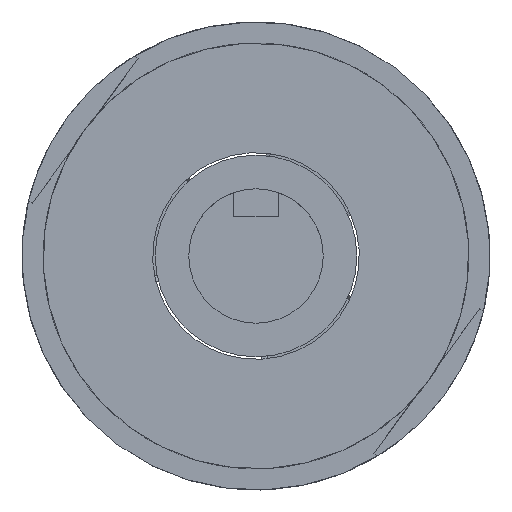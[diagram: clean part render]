
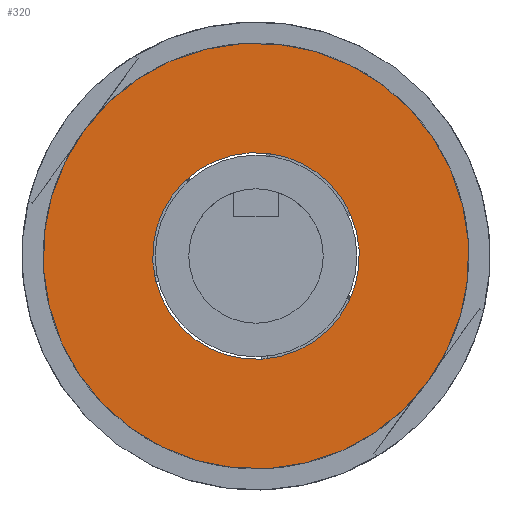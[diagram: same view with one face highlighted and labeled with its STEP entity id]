
A CAD part, front view. The second image highlights one B-rep face of the part: STEP entity #320.
In plain terms, the highlighted planar face has unit normal (0, -1, 0).
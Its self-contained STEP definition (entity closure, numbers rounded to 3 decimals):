
#6 = CIRCLE ( 'NONE', #2370, 19. ) ;
#147 = CARTESIAN_POINT ( 'NONE',  ( -91.155, -4.996, -35.547 ) ) ;
#179 = DIRECTION ( 'NONE',  ( 0.807, 0., -0.59 ) ) ;
#182 = CIRCLE ( 'NONE', #2795, 9.225 ) ;
#262 = CARTESIAN_POINT ( 'NONE',  ( -83.708, -4.996, -40.992 ) ) ;
#268 = AXIS2_PLACEMENT_3D ( 'NONE', #776, #361, #2526 ) ;
#320 = ADVANCED_FACE ( 'NONE', ( #2842, #2619 ), #1290, .F. ) ;
#325 = VERTEX_POINT ( 'NONE', #1329 ) ;
#361 = DIRECTION ( 'NONE',  ( 0., -1., 0. ) ) ;
#413 = CARTESIAN_POINT ( 'NONE',  ( -68.371, -4.996, -52.206 ) ) ;
#600 = EDGE_CURVE ( 'NONE', #2398, #2284, #182, .T. ) ;
#630 = AXIS2_PLACEMENT_3D ( 'NONE', #714, #2462, #2257 ) ;
#643 = CARTESIAN_POINT ( 'NONE',  ( -76.261, -4.996, -46.436 ) ) ;
#714 = CARTESIAN_POINT ( 'NONE',  ( -83.708, -4.996, -40.992 ) ) ;
#776 = CARTESIAN_POINT ( 'NONE',  ( -83.708, -4.996, -40.992 ) ) ;
#856 = EDGE_CURVE ( 'NONE', #1541, #325, #6, .T. ) ;
#871 = EDGE_CURVE ( 'NONE', #325, #1541, #1891, .T. ) ;
#1145 = AXIS2_PLACEMENT_3D ( 'NONE', #1343, #2224, #1743 ) ;
#1252 = EDGE_CURVE ( 'NONE', #2284, #2398, #2669, .T. ) ;
#1290 = PLANE ( 'NONE',  #1145 ) ;
#1329 = CARTESIAN_POINT ( 'NONE',  ( -99.046, -4.996, -29.777 ) ) ;
#1343 = CARTESIAN_POINT ( 'NONE',  ( -78.263, -4.996, -33.545 ) ) ;
#1529 = CARTESIAN_POINT ( 'NONE',  ( -83.708, -4.996, -40.992 ) ) ;
#1541 = VERTEX_POINT ( 'NONE', #413 ) ;
#1675 = ORIENTED_EDGE ( 'NONE', *, *, #1252, .F. ) ;
#1743 = DIRECTION ( 'NONE',  ( -0.807, 0., 0.59 ) ) ;
#1829 = DIRECTION ( 'NONE',  ( 0., -1., 0. ) ) ;
#1891 = CIRCLE ( 'NONE', #630, 19. ) ;
#1913 = ORIENTED_EDGE ( 'NONE', *, *, #856, .T. ) ;
#2056 = DIRECTION ( 'NONE',  ( 0.807, 0., -0.59 ) ) ;
#2096 = EDGE_LOOP ( 'NONE', ( #1913, #2162 ) ) ;
#2162 = ORIENTED_EDGE ( 'NONE', *, *, #871, .T. ) ;
#2224 = DIRECTION ( 'NONE',  ( 0., 1., 0. ) ) ;
#2257 = DIRECTION ( 'NONE',  ( 0.807, 0., -0.59 ) ) ;
#2284 = VERTEX_POINT ( 'NONE', #643 ) ;
#2370 = AXIS2_PLACEMENT_3D ( 'NONE', #262, #1829, #2056 ) ;
#2391 = ORIENTED_EDGE ( 'NONE', *, *, #600, .F. ) ;
#2396 = DIRECTION ( 'NONE',  ( 0., -1., 0. ) ) ;
#2398 = VERTEX_POINT ( 'NONE', #147 ) ;
#2462 = DIRECTION ( 'NONE',  ( 0., -1., 0. ) ) ;
#2526 = DIRECTION ( 'NONE',  ( 0.807, 0., -0.59 ) ) ;
#2619 = FACE_OUTER_BOUND ( 'NONE', #2096, .T. ) ;
#2669 = CIRCLE ( 'NONE', #268, 9.225 ) ;
#2795 = AXIS2_PLACEMENT_3D ( 'NONE', #1529, #2396, #179 ) ;
#2816 = EDGE_LOOP ( 'NONE', ( #1675, #2391 ) ) ;
#2842 = FACE_BOUND ( 'NONE', #2816, .T. ) ;
